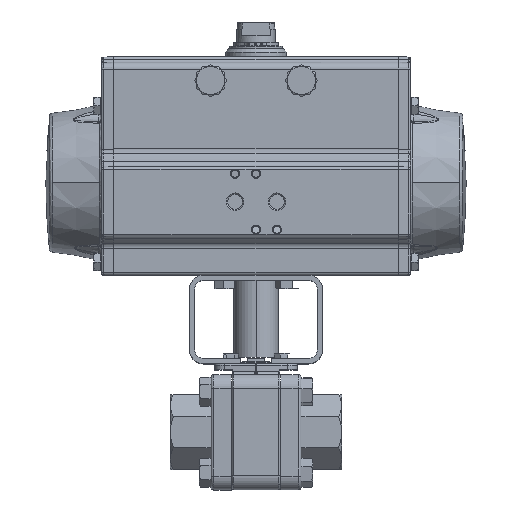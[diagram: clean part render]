
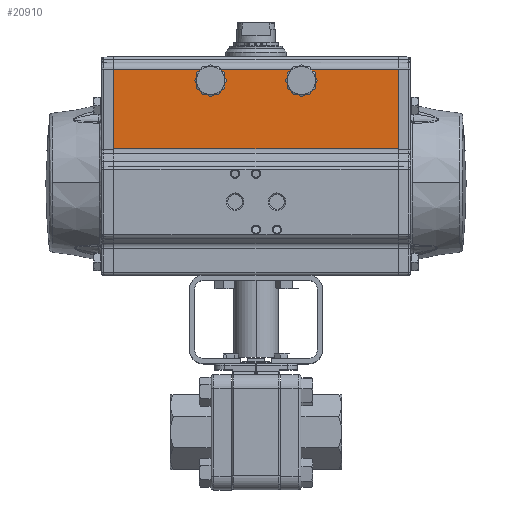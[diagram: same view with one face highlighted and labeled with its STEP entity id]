
A CAD part, top view. The second image highlights one B-rep face of the part: STEP entity #20910.
In plain terms, the highlighted planar face has unit normal (0, 0, 1).
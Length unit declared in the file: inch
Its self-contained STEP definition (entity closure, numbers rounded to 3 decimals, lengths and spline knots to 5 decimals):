
#68 = ORIENTED_EDGE ( 'NONE', *, *, #23556, .F. ) ;
#429 = EDGE_CURVE ( 'NONE', #28531, #30426, #26332, .T. ) ;
#1526 = CARTESIAN_POINT ( 'NONE',  ( 3.20866, 8.18567, 1.73228 ) ) ;
#1867 = ORIENTED_EDGE ( 'NONE', *, *, #2417, .F. ) ;
#2417 = EDGE_CURVE ( 'NONE', #46754, #30426, #41708, .T. ) ;
#2779 = ORIENTED_EDGE ( 'NONE', *, *, #62034, .T. ) ;
#4368 = PLANE ( 'NONE',  #48696 ) ;
#5199 = EDGE_CURVE ( 'NONE', #33100, #59010, #57107, .T. ) ;
#5238 = FACE_OUTER_BOUND ( 'NONE', #43976, .T. ) ;
#5399 = CARTESIAN_POINT ( 'NONE',  ( -1.20162, 8.18567, 1.73228 ) ) ;
#5621 = DIRECTION ( 'NONE',  ( 1., 0., 0. ) ) ;
#7149 = CARTESIAN_POINT ( 'NONE',  ( 1.02362, 7.92583, 1.73228 ) ) ;
#7561 = EDGE_CURVE ( 'NONE', #59407, #51412, #14521, .T. ) ;
#9961 = DIRECTION ( 'NONE',  ( 0., 0., 1. ) ) ;
#10562 = CARTESIAN_POINT ( 'NONE',  ( 3.20866, 8.34315, 1.73228 ) ) ;
#10759 = DIRECTION ( 'NONE',  ( 1., 0., 0. ) ) ;
#10952 = VERTEX_POINT ( 'NONE', #41918 ) ;
#12022 = EDGE_CURVE ( 'NONE', #59407, #10952, #41029, .T. ) ;
#12744 = DIRECTION ( 'NONE',  ( 0., 1., 0. ) ) ;
#14205 = CARTESIAN_POINT ( 'NONE',  ( -3.20866, 8.18567, 1.73228 ) ) ;
#14521 = CIRCLE ( 'NONE', #71909, 0.31496 ) ;
#15829 = CARTESIAN_POINT ( 'NONE',  ( 3.20866, 8.18567, 1.73228 ) ) ;
#20612 = CARTESIAN_POINT ( 'NONE',  ( -3.20866, 6.38314, 1.73228 ) ) ;
#20910 = ADVANCED_FACE ( 'NONE', ( #5238 ), #4368, .T. ) ;
#22214 = ORIENTED_EDGE ( 'NONE', *, *, #70563, .F. ) ;
#23556 = EDGE_CURVE ( 'NONE', #10952, #59010, #34560, .T. ) ;
#24516 = CARTESIAN_POINT ( 'NONE',  ( -1.02362, 7.92583, 1.73228 ) ) ;
#25590 = LINE ( 'NONE', #20612, #55037 ) ;
#26086 = CARTESIAN_POINT ( 'NONE',  ( -3.20866, 6.38314, 1.73228 ) ) ;
#26332 = CIRCLE ( 'NONE', #52520, 0.31496 ) ;
#26353 = VECTOR ( 'NONE', #38118, 39.37008 ) ;
#27631 = VECTOR ( 'NONE', #10759, 39.37008 ) ;
#28531 = VERTEX_POINT ( 'NONE', #39494 ) ;
#30054 = DIRECTION ( 'NONE',  ( 1., 0., 0. ) ) ;
#30426 = VERTEX_POINT ( 'NONE', #5399 ) ;
#30715 = LINE ( 'NONE', #44431, #58471 ) ;
#33100 = VERTEX_POINT ( 'NONE', #26086 ) ;
#34560 = LINE ( 'NONE', #10562, #47547 ) ;
#34780 = DIRECTION ( 'NONE',  ( 1., 0., 0. ) ) ;
#38118 = DIRECTION ( 'NONE',  ( 1., 0., 0. ) ) ;
#38388 = ORIENTED_EDGE ( 'NONE', *, *, #5199, .T. ) ;
#39494 = CARTESIAN_POINT ( 'NONE',  ( -0.84563, 8.18567, 1.73228 ) ) ;
#41029 = LINE ( 'NONE', #15829, #26353 ) ;
#41585 = CARTESIAN_POINT ( 'NONE',  ( 3.20866, 6.38314, 1.73228 ) ) ;
#41708 = LINE ( 'NONE', #1526, #69549 ) ;
#41918 = CARTESIAN_POINT ( 'NONE',  ( 3.20866, 8.18567, 1.73228 ) ) ;
#43193 = CARTESIAN_POINT ( 'NONE',  ( 3.20866, 6.38314, 1.73228 ) ) ;
#43739 = CARTESIAN_POINT ( 'NONE',  ( 3.20866, 6.38314, 1.73228 ) ) ;
#43976 = EDGE_LOOP ( 'NONE', ( #2779, #38388, #68, #61775, #51265, #22214, #65237, #1867 ) ) ;
#44431 = CARTESIAN_POINT ( 'NONE',  ( 3.20866, 8.18567, 1.73228 ) ) ;
#45879 = CARTESIAN_POINT ( 'NONE',  ( 1.20162, 8.18567, 1.73228 ) ) ;
#45938 = DIRECTION ( 'NONE',  ( 0., 0., -1. ) ) ;
#46754 = VERTEX_POINT ( 'NONE', #14205 ) ;
#47547 = VECTOR ( 'NONE', #71991, 39.37008 ) ;
#48696 = AXIS2_PLACEMENT_3D ( 'NONE', #43193, #9961, #48778 ) ;
#48778 = DIRECTION ( 'NONE',  ( 1., 0., 0. ) ) ;
#51265 = ORIENTED_EDGE ( 'NONE', *, *, #7561, .T. ) ;
#51412 = VERTEX_POINT ( 'NONE', #64673 ) ;
#52520 = AXIS2_PLACEMENT_3D ( 'NONE', #24516, #63239, #30054 ) ;
#55037 = VECTOR ( 'NONE', #64689, 39.37008 ) ;
#57107 = LINE ( 'NONE', #43739, #27631 ) ;
#58471 = VECTOR ( 'NONE', #5621, 39.37008 ) ;
#59010 = VERTEX_POINT ( 'NONE', #41585 ) ;
#59407 = VERTEX_POINT ( 'NONE', #45879 ) ;
#61775 = ORIENTED_EDGE ( 'NONE', *, *, #12022, .F. ) ;
#62034 = EDGE_CURVE ( 'NONE', #46754, #33100, #25590, .T. ) ;
#63239 = DIRECTION ( 'NONE',  ( 0., 0., -1. ) ) ;
#64673 = CARTESIAN_POINT ( 'NONE',  ( 0.84563, 8.18567, 1.73228 ) ) ;
#64689 = DIRECTION ( 'NONE',  ( 0., -1., 0. ) ) ;
#65237 = ORIENTED_EDGE ( 'NONE', *, *, #429, .T. ) ;
#69549 = VECTOR ( 'NONE', #34780, 39.37008 ) ;
#70563 = EDGE_CURVE ( 'NONE', #28531, #51412, #30715, .T. ) ;
#71909 = AXIS2_PLACEMENT_3D ( 'NONE', #7149, #45938, #12744 ) ;
#71991 = DIRECTION ( 'NONE',  ( 0., -1., 0. ) ) ;
